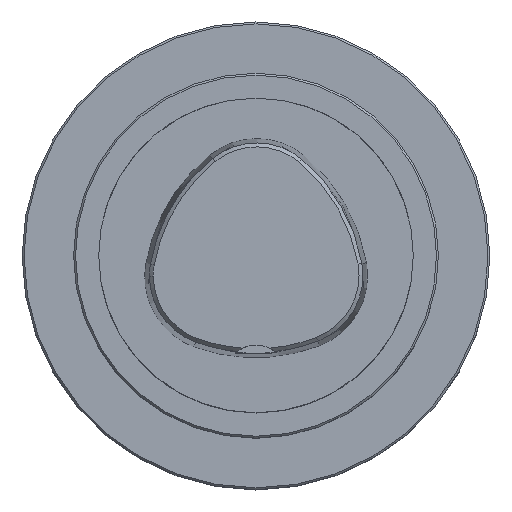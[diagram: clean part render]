
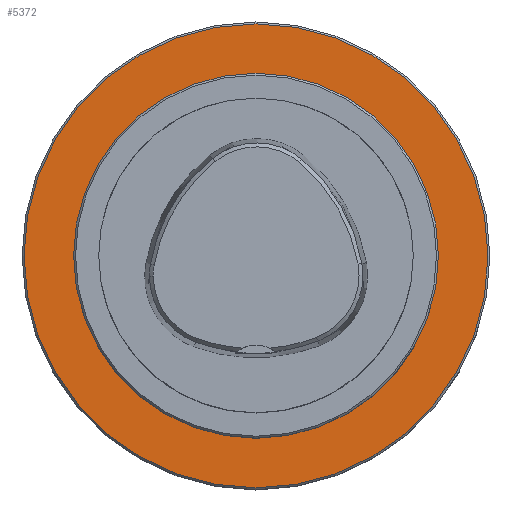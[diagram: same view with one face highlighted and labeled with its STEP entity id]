
A CAD part, top view. The second image highlights one B-rep face of the part: STEP entity #5372.
In plain terms, the highlighted planar face has unit normal (0, 0, 1).
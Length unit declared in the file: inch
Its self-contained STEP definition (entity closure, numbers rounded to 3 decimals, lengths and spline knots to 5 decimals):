
#23 = CIRCLE ( 'NONE', #2072, 1.8285 ) ;
#252 = CARTESIAN_POINT ( 'NONE',  ( -1.438, 0., -1.786 ) ) ;
#287 = FACE_OUTER_BOUND ( 'NONE', #1863, .T. ) ;
#445 = VERTEX_POINT ( 'NONE', #252 ) ;
#529 = CIRCLE ( 'NONE', #676, 1.8285 ) ;
#591 = DIRECTION ( 'NONE',  ( 1., 0., 0. ) ) ;
#676 = AXIS2_PLACEMENT_3D ( 'NONE', #1464, #5127, #1989 ) ;
#756 = AXIS2_PLACEMENT_3D ( 'NONE', #5999, #3148, #591 ) ;
#929 = VERTEX_POINT ( 'NONE', #6178 ) ;
#1018 = EDGE_CURVE ( 'NONE', #3269, #445, #3364, .T. ) ;
#1120 = CARTESIAN_POINT ( 'NONE',  ( 0., 0., -1.786 ) ) ;
#1454 = EDGE_CURVE ( 'NONE', #445, #3269, #5960, .T. ) ;
#1464 = CARTESIAN_POINT ( 'NONE',  ( 0., 0., -1.786 ) ) ;
#1619 = DIRECTION ( 'NONE',  ( 0., 0., 1. ) ) ;
#1679 = EDGE_LOOP ( 'NONE', ( #5807, #6116 ) ) ;
#1772 = DIRECTION ( 'NONE',  ( 0., 0., -1. ) ) ;
#1863 = EDGE_LOOP ( 'NONE', ( #5242, #2257 ) ) ;
#1913 = CARTESIAN_POINT ( 'NONE',  ( 1.8285, 0., -1.786 ) ) ;
#1968 = DIRECTION ( 'NONE',  ( 0., 0., 1. ) ) ;
#1989 = DIRECTION ( 'NONE',  ( -1., 0., 0. ) ) ;
#2072 = AXIS2_PLACEMENT_3D ( 'NONE', #1120, #1968, #3631 ) ;
#2257 = ORIENTED_EDGE ( 'NONE', *, *, #3446, .T. ) ;
#2558 = CARTESIAN_POINT ( 'NONE',  ( 0., 0., -1.786 ) ) ;
#2588 = AXIS2_PLACEMENT_3D ( 'NONE', #2558, #1619, #5481 ) ;
#2986 = FACE_BOUND ( 'NONE', #1679, .T. ) ;
#3148 = DIRECTION ( 'NONE',  ( 0., 0., 1. ) ) ;
#3244 = CARTESIAN_POINT ( 'NONE',  ( 1.438, 0., -1.786 ) ) ;
#3269 = VERTEX_POINT ( 'NONE', #3244 ) ;
#3364 = CIRCLE ( 'NONE', #2588, 1.438 ) ;
#3446 = EDGE_CURVE ( 'NONE', #6629, #929, #23, .T. ) ;
#3631 = DIRECTION ( 'NONE',  ( -1., 0., 0. ) ) ;
#3828 = PLANE ( 'NONE',  #4549 ) ;
#4549 = AXIS2_PLACEMENT_3D ( 'NONE', #4870, #1772, #5420 ) ;
#4870 = CARTESIAN_POINT ( 'NONE',  ( 0., 1.438, -1.786 ) ) ;
#5127 = DIRECTION ( 'NONE',  ( 0., 0., 1. ) ) ;
#5242 = ORIENTED_EDGE ( 'NONE', *, *, #6703, .T. ) ;
#5372 = ADVANCED_FACE ( 'NONE', ( #287, #2986 ), #3828, .F. ) ;
#5420 = DIRECTION ( 'NONE',  ( -1., 0., 0. ) ) ;
#5481 = DIRECTION ( 'NONE',  ( 1., 0., 0. ) ) ;
#5807 = ORIENTED_EDGE ( 'NONE', *, *, #1018, .F. ) ;
#5960 = CIRCLE ( 'NONE', #756, 1.438 ) ;
#5999 = CARTESIAN_POINT ( 'NONE',  ( 0., 0., -1.786 ) ) ;
#6116 = ORIENTED_EDGE ( 'NONE', *, *, #1454, .F. ) ;
#6178 = CARTESIAN_POINT ( 'NONE',  ( -1.8285, 0., -1.786 ) ) ;
#6629 = VERTEX_POINT ( 'NONE', #1913 ) ;
#6703 = EDGE_CURVE ( 'NONE', #929, #6629, #529, .T. ) ;
